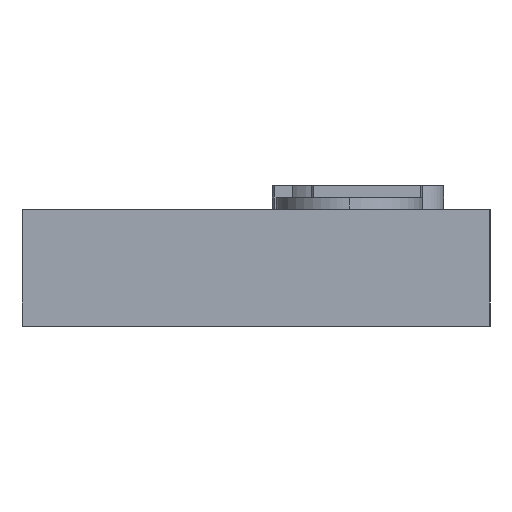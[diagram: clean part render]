
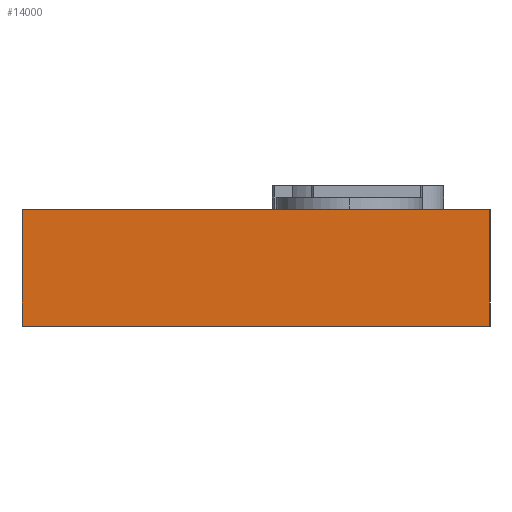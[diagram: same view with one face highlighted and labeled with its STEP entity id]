
A CAD part, left-side view. The second image highlights one B-rep face of the part: STEP entity #14000.
In plain terms, the highlighted planar face has unit normal (-1, 0, 0).
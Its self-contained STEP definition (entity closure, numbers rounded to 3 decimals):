
#1392 = DIRECTION ( 'NONE',  ( 1., 0., 0. ) ) ;
#1394 = ORIENTED_EDGE ( 'NONE', *, *, #2424, .F. ) ;
#1865 = DIRECTION ( 'NONE',  ( 0., 0., -1. ) ) ;
#2424 = EDGE_CURVE ( 'NONE', #7804, #14975, #12938, .T. ) ;
#2550 = ORIENTED_EDGE ( 'NONE', *, *, #3852, .F. ) ;
#2816 = ORIENTED_EDGE ( 'NONE', *, *, #14082, .T. ) ;
#3109 = DIRECTION ( 'NONE',  ( 0., -1., 0. ) ) ;
#3437 = CARTESIAN_POINT ( 'NONE',  ( -100., -10., 5. ) ) ;
#3852 = EDGE_CURVE ( 'NONE', #14975, #18357, #17020, .T. ) ;
#4589 = VECTOR ( 'NONE', #3109, 1000. ) ;
#7148 = EDGE_LOOP ( 'NONE', ( #2816, #2550, #1394, #18091 ) ) ;
#7429 = LINE ( 'NONE', #15570, #15327 ) ;
#7804 = VERTEX_POINT ( 'NONE', #12054 ) ;
#8823 = PLANE ( 'NONE',  #12721 ) ;
#9568 = DIRECTION ( 'NONE',  ( 0., 0., -1. ) ) ;
#10155 = CARTESIAN_POINT ( 'NONE',  ( -100., -10., 5. ) ) ;
#11453 = CARTESIAN_POINT ( 'NONE',  ( -100., 10., 0. ) ) ;
#11852 = DIRECTION ( 'NONE',  ( 0., 0., -1. ) ) ;
#12054 = CARTESIAN_POINT ( 'NONE',  ( -100., 10., 5. ) ) ;
#12444 = CARTESIAN_POINT ( 'NONE',  ( -100., -10., 0. ) ) ;
#12721 = AXIS2_PLACEMENT_3D ( 'NONE', #19115, #1392, #11852 ) ;
#12938 = LINE ( 'NONE', #17562, #17269 ) ;
#12958 = LINE ( 'NONE', #14994, #4589 ) ;
#13429 = FACE_OUTER_BOUND ( 'NONE', #7148, .T. ) ;
#14000 = ADVANCED_FACE ( 'NONE', ( #13429 ), #8823, .F. ) ;
#14082 = EDGE_CURVE ( 'NONE', #16190, #18357, #12958, .T. ) ;
#14975 = VERTEX_POINT ( 'NONE', #10155 ) ;
#14994 = CARTESIAN_POINT ( 'NONE',  ( -100., 10., 0. ) ) ;
#15327 = VECTOR ( 'NONE', #9568, 1000. ) ;
#15570 = CARTESIAN_POINT ( 'NONE',  ( -100., 10., 5. ) ) ;
#16190 = VERTEX_POINT ( 'NONE', #11453 ) ;
#17020 = LINE ( 'NONE', #3437, #18397 ) ;
#17269 = VECTOR ( 'NONE', #18982, 1000. ) ;
#17562 = CARTESIAN_POINT ( 'NONE',  ( -100., 10., 5. ) ) ;
#17895 = EDGE_CURVE ( 'NONE', #7804, #16190, #7429, .T. ) ;
#18091 = ORIENTED_EDGE ( 'NONE', *, *, #17895, .T. ) ;
#18357 = VERTEX_POINT ( 'NONE', #12444 ) ;
#18397 = VECTOR ( 'NONE', #1865, 1000. ) ;
#18982 = DIRECTION ( 'NONE',  ( 0., -1., 0. ) ) ;
#19115 = CARTESIAN_POINT ( 'NONE',  ( -100., 10., 5. ) ) ;
